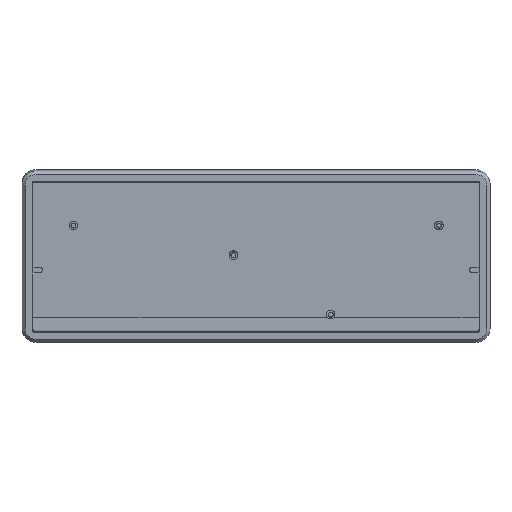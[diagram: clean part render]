
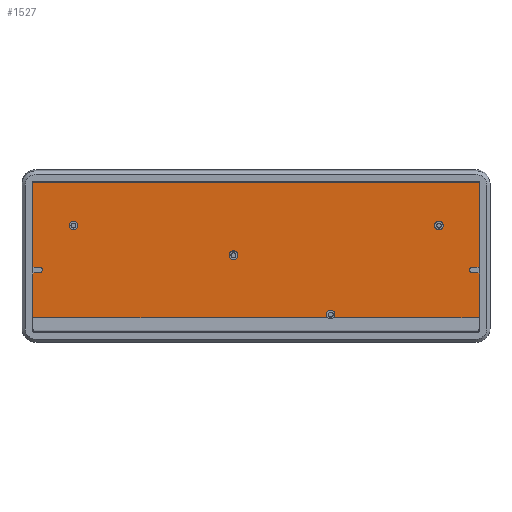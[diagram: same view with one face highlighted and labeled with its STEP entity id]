
A CAD part, top view. The second image highlights one B-rep face of the part: STEP entity #1527.
In plain terms, the highlighted planar face has unit normal (0, -0.052, 0.999).
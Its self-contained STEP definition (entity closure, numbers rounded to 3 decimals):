
#54=FACE_BOUND('',#223,.T.);
#55=FACE_BOUND('',#224,.T.);
#56=FACE_BOUND('',#225,.T.);
#71=PLANE('',#1647);
#126=FACE_OUTER_BOUND('',#222,.T.);
#222=EDGE_LOOP('',(#1073,#1074,#1075,#1076,#1077,#1078,#1079,#1080,#1081,
#1082,#1083,#1084,#1085,#1086,#1087,#1088,#1089,#1090,#1091,#1092,#1093));
#223=EDGE_LOOP('',(#1094));
#224=EDGE_LOOP('',(#1095));
#225=EDGE_LOOP('',(#1096));
#320=LINE('',#2257,#468);
#324=LINE('',#2266,#472);
#329=LINE('',#2279,#477);
#330=LINE('',#2283,#478);
#331=LINE('',#2285,#479);
#332=LINE('',#2287,#480);
#333=LINE('',#2289,#481);
#334=LINE('',#2291,#482);
#335=LINE('',#2295,#483);
#336=LINE('',#2297,#484);
#337=LINE('',#2301,#485);
#338=LINE('',#2303,#486);
#339=LINE('',#2305,#487);
#340=LINE('',#2311,#488);
#341=LINE('',#2312,#489);
#468=VECTOR('',#1815,10.);
#472=VECTOR('',#1821,10.);
#477=VECTOR('',#1836,10.);
#478=VECTOR('',#1839,10.);
#479=VECTOR('',#1840,10.);
#480=VECTOR('',#1841,10.);
#481=VECTOR('',#1842,10.);
#482=VECTOR('',#1843,10.);
#483=VECTOR('',#1846,10.);
#484=VECTOR('',#1847,10.);
#485=VECTOR('',#1850,10.);
#486=VECTOR('',#1851,10.);
#487=VECTOR('',#1852,10.);
#488=VECTOR('',#1857,10.);
#489=VECTOR('',#1858,10.);
#620=CIRCLE('',#1644,1.7);
#622=CIRCLE('',#1648,1.);
#623=CIRCLE('',#1649,1.);
#624=CIRCLE('',#1650,1.7);
#625=CIRCLE('',#1651,2.75);
#626=CIRCLE('',#1652,2.75);
#627=CIRCLE('',#1653,2.75);
#628=CIRCLE('',#1654,2.75);
#629=CIRCLE('',#1655,2.75);
#679=VERTEX_POINT('',#2255);
#680=VERTEX_POINT('',#2256);
#683=VERTEX_POINT('',#2264);
#684=VERTEX_POINT('',#2265);
#687=VERTEX_POINT('',#2278);
#688=VERTEX_POINT('',#2280);
#689=VERTEX_POINT('',#2282);
#690=VERTEX_POINT('',#2284);
#691=VERTEX_POINT('',#2286);
#692=VERTEX_POINT('',#2288);
#693=VERTEX_POINT('',#2290);
#694=VERTEX_POINT('',#2292);
#695=VERTEX_POINT('',#2294);
#696=VERTEX_POINT('',#2296);
#697=VERTEX_POINT('',#2298);
#698=VERTEX_POINT('',#2300);
#699=VERTEX_POINT('',#2302);
#700=VERTEX_POINT('',#2304);
#701=VERTEX_POINT('',#2306);
#702=VERTEX_POINT('',#2308);
#703=VERTEX_POINT('',#2310);
#704=VERTEX_POINT('',#2313);
#705=VERTEX_POINT('',#2315);
#706=VERTEX_POINT('',#2317);
#823=EDGE_CURVE('',#679,#680,#320,.T.);
#827=EDGE_CURVE('',#683,#684,#324,.T.);
#831=EDGE_CURVE('',#684,#679,#620,.T.);
#834=EDGE_CURVE('',#680,#687,#329,.T.);
#835=EDGE_CURVE('',#687,#688,#622,.T.);
#836=EDGE_CURVE('',#688,#689,#330,.T.);
#837=EDGE_CURVE('',#689,#690,#331,.T.);
#838=EDGE_CURVE('',#690,#691,#332,.T.);
#839=EDGE_CURVE('',#692,#691,#333,.T.);
#840=EDGE_CURVE('',#692,#693,#334,.T.);
#841=EDGE_CURVE('',#693,#694,#623,.T.);
#842=EDGE_CURVE('',#694,#695,#335,.T.);
#843=EDGE_CURVE('',#695,#696,#336,.T.);
#844=EDGE_CURVE('',#696,#697,#624,.T.);
#845=EDGE_CURVE('',#697,#698,#337,.T.);
#846=EDGE_CURVE('',#698,#699,#338,.T.);
#847=EDGE_CURVE('',#699,#700,#339,.T.);
#848=EDGE_CURVE('',#700,#701,#625,.T.);
#849=EDGE_CURVE('',#701,#702,#626,.T.);
#850=EDGE_CURVE('',#702,#703,#340,.T.);
#851=EDGE_CURVE('',#703,#683,#341,.T.);
#852=EDGE_CURVE('',#704,#704,#627,.T.);
#853=EDGE_CURVE('',#705,#705,#628,.T.);
#854=EDGE_CURVE('',#706,#706,#629,.T.);
#1073=ORIENTED_EDGE('',*,*,#827,.T.);
#1074=ORIENTED_EDGE('',*,*,#831,.T.);
#1075=ORIENTED_EDGE('',*,*,#823,.T.);
#1076=ORIENTED_EDGE('',*,*,#834,.T.);
#1077=ORIENTED_EDGE('',*,*,#835,.T.);
#1078=ORIENTED_EDGE('',*,*,#836,.T.);
#1079=ORIENTED_EDGE('',*,*,#837,.T.);
#1080=ORIENTED_EDGE('',*,*,#838,.T.);
#1081=ORIENTED_EDGE('',*,*,#839,.F.);
#1082=ORIENTED_EDGE('',*,*,#840,.T.);
#1083=ORIENTED_EDGE('',*,*,#841,.T.);
#1084=ORIENTED_EDGE('',*,*,#842,.T.);
#1085=ORIENTED_EDGE('',*,*,#843,.T.);
#1086=ORIENTED_EDGE('',*,*,#844,.T.);
#1087=ORIENTED_EDGE('',*,*,#845,.T.);
#1088=ORIENTED_EDGE('',*,*,#846,.T.);
#1089=ORIENTED_EDGE('',*,*,#847,.T.);
#1090=ORIENTED_EDGE('',*,*,#848,.T.);
#1091=ORIENTED_EDGE('',*,*,#849,.T.);
#1092=ORIENTED_EDGE('',*,*,#850,.T.);
#1093=ORIENTED_EDGE('',*,*,#851,.T.);
#1094=ORIENTED_EDGE('',*,*,#852,.T.);
#1095=ORIENTED_EDGE('',*,*,#853,.T.);
#1096=ORIENTED_EDGE('',*,*,#854,.T.);
#1527=ADVANCED_FACE('',(#126,#54,#55,#56),#71,.F.);
#1644=AXIS2_PLACEMENT_3D('',#2273,#1827,#1828);
#1647=AXIS2_PLACEMENT_3D('',#2277,#1834,#1835);
#1648=AXIS2_PLACEMENT_3D('',#2281,#1837,#1838);
#1649=AXIS2_PLACEMENT_3D('',#2293,#1844,#1845);
#1650=AXIS2_PLACEMENT_3D('',#2299,#1848,#1849);
#1651=AXIS2_PLACEMENT_3D('',#2307,#1853,#1854);
#1652=AXIS2_PLACEMENT_3D('',#2309,#1855,#1856);
#1653=AXIS2_PLACEMENT_3D('',#2314,#1859,#1860);
#1654=AXIS2_PLACEMENT_3D('',#2316,#1861,#1862);
#1655=AXIS2_PLACEMENT_3D('',#2318,#1863,#1864);
#1815=DIRECTION('',(1.,0.,0.));
#1821=DIRECTION('',(-1.,0.,0.));
#1827=DIRECTION('center_axis',(0.,0.052,
-0.999));
#1828=DIRECTION('ref_axis',(-1.,0.,0.));
#1834=DIRECTION('center_axis',(0.,0.052,
-0.999));
#1835=DIRECTION('ref_axis',(1.,0.,0.));
#1836=DIRECTION('',(0.,0.999,0.052));
#1837=DIRECTION('center_axis',(0.,-0.052,
0.999));
#1838=DIRECTION('ref_axis',(0.707,0.706,0.037));
#1839=DIRECTION('',(-1.,0.,0.));
#1840=DIRECTION('',(0.,0.999,0.052));
#1841=DIRECTION('',(-1.,0.,0.));
#1842=DIRECTION('',(0.,0.999,0.052));
#1843=DIRECTION('',(-1.,0.,0.));
#1844=DIRECTION('center_axis',(0.,-0.052,
0.999));
#1845=DIRECTION('ref_axis',(-0.707,0.706,0.037));
#1846=DIRECTION('',(0.,-0.999,-0.052));
#1847=DIRECTION('',(1.,0.,0.));
#1848=DIRECTION('center_axis',(0.,0.052,
-0.999));
#1849=DIRECTION('ref_axis',(-1.,0.,0.));
#1850=DIRECTION('',(-1.,0.,0.));
#1851=DIRECTION('',(0.,-0.999,-0.052));
#1852=DIRECTION('',(1.,0.,0.));
#1853=DIRECTION('center_axis',(0.,0.052,
-0.999));
#1854=DIRECTION('ref_axis',(-1.,0.,0.));
#1855=DIRECTION('center_axis',(0.,0.052,
-0.999));
#1856=DIRECTION('ref_axis',(-1.,0.,0.));
#1857=DIRECTION('',(1.,0.,0.));
#1858=DIRECTION('',(0.,0.999,0.052));
#1859=DIRECTION('center_axis',(0.,0.052,
-0.999));
#1860=DIRECTION('ref_axis',(-1.,0.,0.));
#1861=DIRECTION('center_axis',(0.,0.052,
-0.999));
#1862=DIRECTION('ref_axis',(-1.,0.,0.));
#1863=DIRECTION('center_axis',(0.,0.052,
-0.999));
#1864=DIRECTION('ref_axis',(-1.,0.,0.));
#2255=CARTESIAN_POINT('',(282.138,40.025,-1.074));
#2256=CARTESIAN_POINT('',(286.25,40.025,-1.074));
#2257=CARTESIAN_POINT('',(214.563,40.025,-1.074));
#2264=CARTESIAN_POINT('',(286.25,36.65,-1.25));
#2265=CARTESIAN_POINT('',(281.875,36.65,-1.25));
#2266=CARTESIAN_POINT('',(212.375,36.65,-1.25));
#2273=CARTESIAN_POINT('Origin',(281.875,38.347,-1.161));
#2277=CARTESIAN_POINT('Origin',(142.875,47.535,-0.68));
#2278=CARTESIAN_POINT('',(286.25,94.596,1.786));
#2279=CARTESIAN_POINT('',(286.25,23.506,-1.939));
#2280=CARTESIAN_POINT('',(285.25,95.594,1.839));
#2281=CARTESIAN_POINT('Origin',(285.25,94.596,1.786));
#2282=CARTESIAN_POINT('',(21.75,95.594,1.839));
#2283=CARTESIAN_POINT('',(214.563,95.594,1.839));
#2284=CARTESIAN_POINT('',(21.75,98.089,1.969));
#2285=CARTESIAN_POINT('',(21.75,95.594,1.839));
#2286=CARTESIAN_POINT('',(15.4,98.089,1.969));
#2287=CARTESIAN_POINT('',(80.725,98.089,1.969));
#2288=CARTESIAN_POINT('',(15.4,95.594,1.839));
#2289=CARTESIAN_POINT('',(15.4,95.594,1.839));
#2290=CARTESIAN_POINT('',(0.5,95.594,1.839));
#2291=CARTESIAN_POINT('',(214.563,95.594,1.839));
#2292=CARTESIAN_POINT('',(-0.5,94.596,1.786));
#2293=CARTESIAN_POINT('Origin',(0.5,94.596,1.786));
#2294=CARTESIAN_POINT('',(-0.5,40.045,-1.072));
#2295=CARTESIAN_POINT('',(-0.5,71.565,0.579));
#2296=CARTESIAN_POINT('',(3.875,40.045,-1.072));
#2297=CARTESIAN_POINT('',(73.375,40.045,-1.072));
#2298=CARTESIAN_POINT('',(3.875,36.65,-1.25));
#2299=CARTESIAN_POINT('Origin',(3.875,38.347,-1.161));
#2300=CARTESIAN_POINT('',(-0.5,36.65,-1.25));
#2301=CARTESIAN_POINT('',(71.188,36.65,-1.25));
#2302=CARTESIAN_POINT('',(-0.5,7.461,-2.78));
#2303=CARTESIAN_POINT('',(-0.5,71.565,0.579));
#2304=CARTESIAN_POINT('',(189.264,7.461,-2.78));
#2305=CARTESIAN_POINT('',(142.875,7.461,-2.78));
#2306=CARTESIAN_POINT('',(193.625,9.687,-2.664));
#2307=CARTESIAN_POINT('Origin',(190.875,9.687,-2.664));
#2308=CARTESIAN_POINT('',(192.486,7.461,-2.78));
#2309=CARTESIAN_POINT('Origin',(190.875,9.687,-2.664));
#2310=CARTESIAN_POINT('',(286.25,7.461,-2.78));
#2311=CARTESIAN_POINT('',(142.875,7.461,-2.78));
#2312=CARTESIAN_POINT('',(286.25,23.506,-1.939));
#2313=CARTESIAN_POINT('',(28.325,66.908,0.335));
#2314=CARTESIAN_POINT('Origin',(25.575,66.908,0.335));
#2315=CARTESIAN_POINT('',(263.175,66.908,0.335));
#2316=CARTESIAN_POINT('Origin',(260.425,66.908,0.335));
#2317=CARTESIAN_POINT('',(131.125,47.834,-0.664));
#2318=CARTESIAN_POINT('Origin',(128.375,47.834,-0.664));
